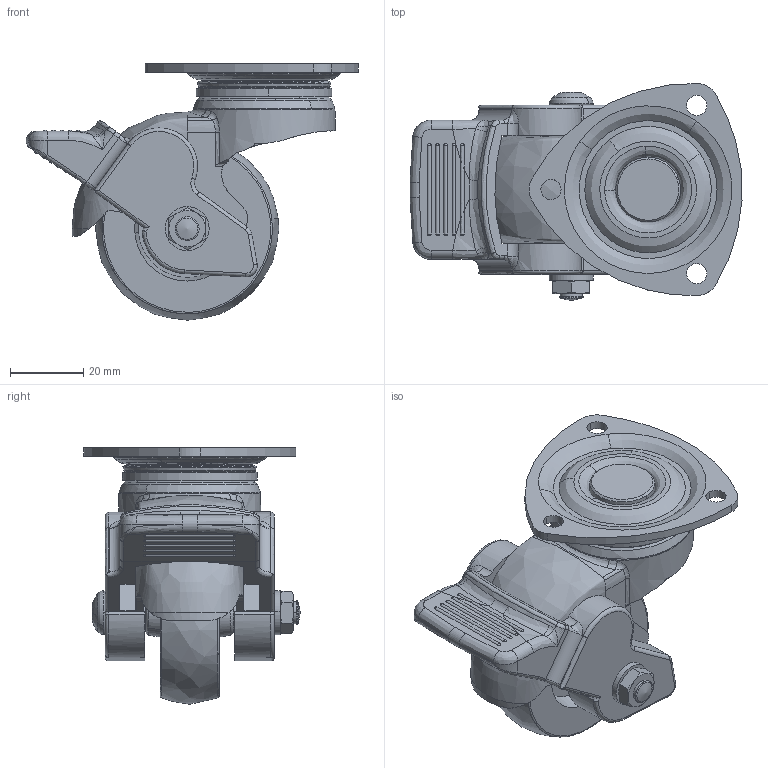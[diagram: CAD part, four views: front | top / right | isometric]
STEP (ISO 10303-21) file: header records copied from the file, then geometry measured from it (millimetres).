
FILE_DESCRIPTION((''),'2;1');
FILE_NAME('','2005-12-16T11:50:01',(''),(''),'','CADfix','');
FILE_SCHEMA(('AUTOMOTIVE_DESIGN'));
Length unit declared in the file: millimetre
Products named in the file (7): lever; wheel; mounting plate; main shaft; body; axle; No_104G_NS_B_19026_36
Assembly tree (6 placements, depth 2):
  No_104G_NS_B_19026_36
    lever
    wheel
    mounting plate
    main shaft
    body
    axle
Bounding box: 90.6 x 59.15 x 70 mm (x, y, z)
Volume: 76440.7 mm3; surface area: 38059 mm2
Topology: 6 solids, 6 shells, 441 faces, 1280 edges, 870 vertices
Faces by surface type: bspline 441
Entity records: 19185 total; most frequent: CARTESIAN_POINT 12212, ORIENTED_EDGE 2548, EDGE_CURVE 1274, VERTEX_POINT 870, EDGE_LOOP 486, FACE_OUTER_BOUND 441, ADVANCED_FACE 441, QUASI_UNIFORM_CURVE 377
